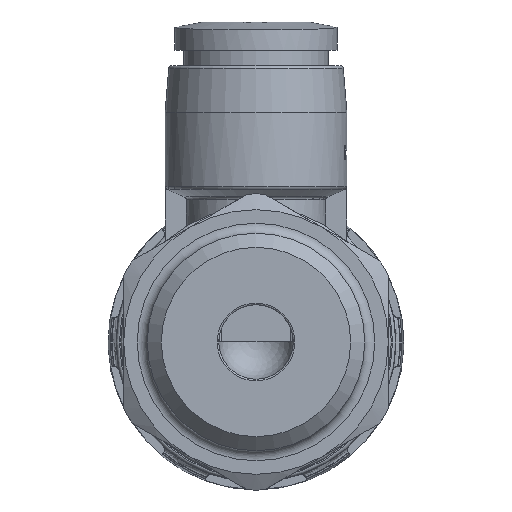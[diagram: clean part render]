
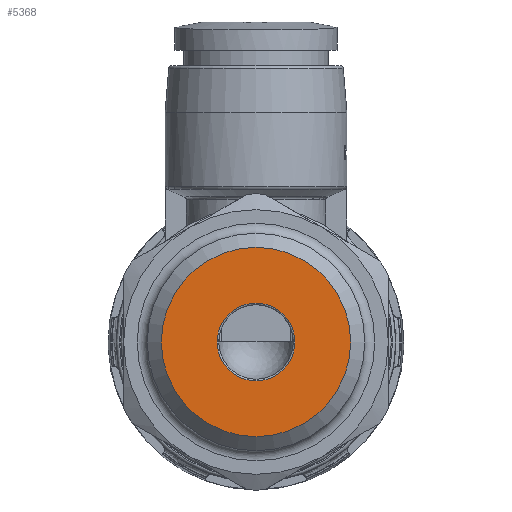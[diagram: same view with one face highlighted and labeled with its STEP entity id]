
A CAD part, front view. The second image highlights one B-rep face of the part: STEP entity #5368.
In plain terms, the highlighted planar face has unit normal (0, -1, 0).
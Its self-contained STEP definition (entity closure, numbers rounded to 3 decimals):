
#453=CIRCLE('',#5777,5.723);
#454=CIRCLE('',#5779,2.35);
#1017=ORIENTED_EDGE('',*,*,#2048,.F.);
#1018=ORIENTED_EDGE('',*,*,#2047,.T.);
#2047=EDGE_CURVE('',#2538,#2538,#453,.T.);
#2048=EDGE_CURVE('',#2539,#2539,#454,.T.);
#2538=VERTEX_POINT('',#8297);
#2539=VERTEX_POINT('',#8300);
#3176=EDGE_LOOP('',(#1017));
#3177=EDGE_LOOP('',(#1018));
#3438=FACE_BOUND('',#3176,.T.);
#3439=FACE_BOUND('',#3177,.T.);
#3615=PLANE('',#5778);
#5368=ADVANCED_FACE('',(#3438,#3439),#3615,.F.);
#5777=AXIS2_PLACEMENT_3D('',#8296,#6579,#6580);
#5778=AXIS2_PLACEMENT_3D('',#8298,#6581,#6582);
#5779=AXIS2_PLACEMENT_3D('',#8299,#6583,#6584);
#6579=DIRECTION('',(0.,-1.,0.));
#6580=DIRECTION('',(0.,0.,-1.));
#6581=DIRECTION('',(0.,1.,0.));
#6582=DIRECTION('',(0.,0.,1.));
#6583=DIRECTION('',(0.,-1.,0.));
#6584=DIRECTION('',(0.,0.,-1.));
#8296=CARTESIAN_POINT('',(0.,0.,0.));
#8297=CARTESIAN_POINT('',(0.,0.,-5.723));
#8298=CARTESIAN_POINT('',(0.,0.,-5.723));
#8299=CARTESIAN_POINT('',(0.,0.,0.));
#8300=CARTESIAN_POINT('',(0.,0.,-2.35));
